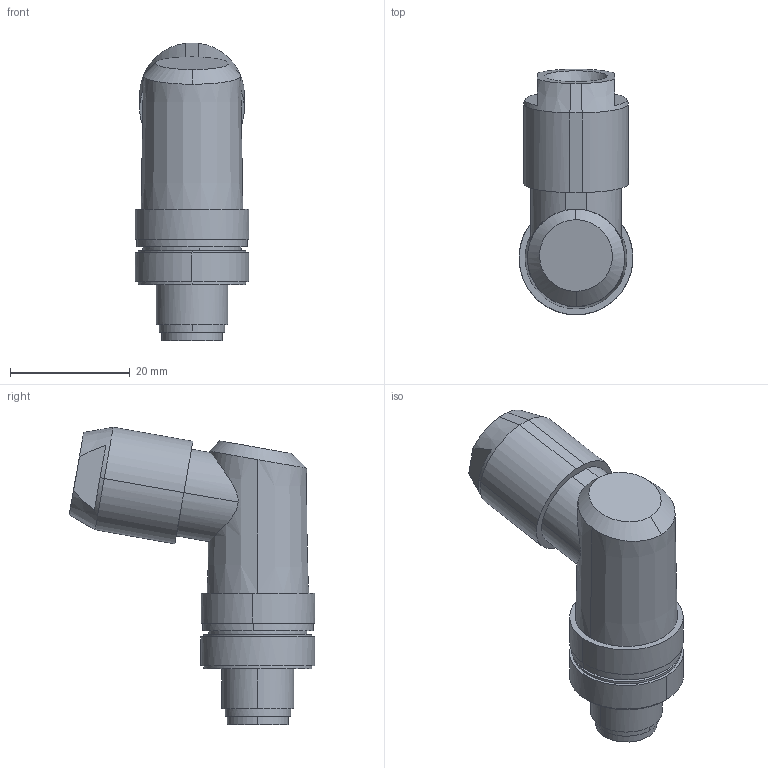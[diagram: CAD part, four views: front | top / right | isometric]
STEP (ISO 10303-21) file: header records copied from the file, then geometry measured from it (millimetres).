
FILE_DESCRIPTION(('CATIA V5 STEP Exchange','CAx-IF Rec.Pracs.--- Model Styling and Organization---1.4--- 2014-01-23'),'2;1');
FILE_NAME ('1142479-3_0', '2020-05-13T08:49:08+00:00', ('none'), ('Weidmueller'), 'CATIA Version 5-6 Release 2016 SP3 HF44', 'CATIA V5 STEP AP214', 'none');
FILE_SCHEMA(('AUTOMOTIVE_DESIGN { 1 0 10303 214 1 1 1 1 }'));
Length unit declared in the file: millimetre
Products named in the file (1): 2681690000
Bounding box: 19 x 41 x 49.66 mm (x, y, z)
Volume: 12016.1 mm3; surface area: 7269.2 mm2
Topology: 6 solids, 6 shells, 124 faces, 309 edges, 210 vertices
Faces by surface type: plane 57, cylinder 54, cone 11, bspline 2
Entity records: 4152 total; most frequent: CARTESIAN_POINT 1359, ORIENTED_EDGE 618, DIRECTION 437, EDGE_CURVE 309, AXIS2_PLACEMENT_3D 213, VERTEX_POINT 210, EDGE_LOOP 145, ADVANCED_FACE 124
